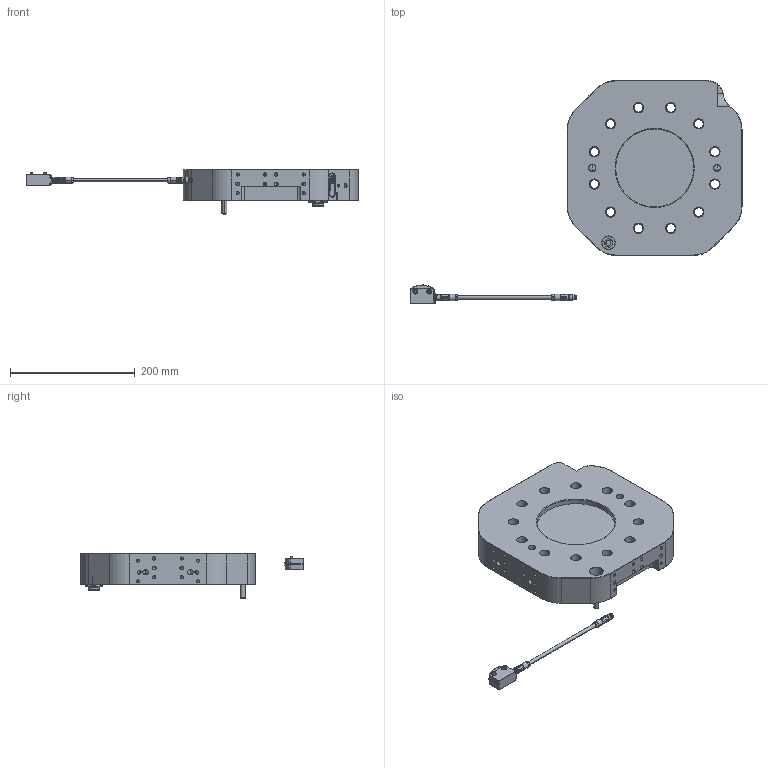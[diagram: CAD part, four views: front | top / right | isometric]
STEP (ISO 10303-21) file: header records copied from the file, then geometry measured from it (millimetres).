
FILE_DESCRIPTION (( 'STEP AP214' ), '1' );
FILE_NAME ('P6963.STEP', '2023-09-19T07:25:00', ( '' ), ( '' ), 'SwSTEP 2.0', 'SolidWorks 2021', '' );
FILE_SCHEMA (( 'AUTOMOTIVE_DESIGN' ));
Length unit declared in the file: millimetre
Products named in the file (1): P6963
Bounding box: 532.1 x 357 x 72 mm (x, y, z)
Volume: 2600935.7 mm3; surface area: 400908.5 mm2
Topology: 19 solids, 19 shells, 2622 faces, 6732 edges, 4292 vertices
Faces by surface type: plane 1278, cylinder 546, bspline 418, cone 306, torus 56, sphere 18
Entity records: 129670 total; most frequent: CARTESIAN_POINT 40882, ORIENTED_EDGE 13196, DIRECTION 10744, EDGE_CURVE 6598, VERTEX_POINT 4292, LINE 3726, VECTOR 3726, AXIS2_PLACEMENT_3D 3509
